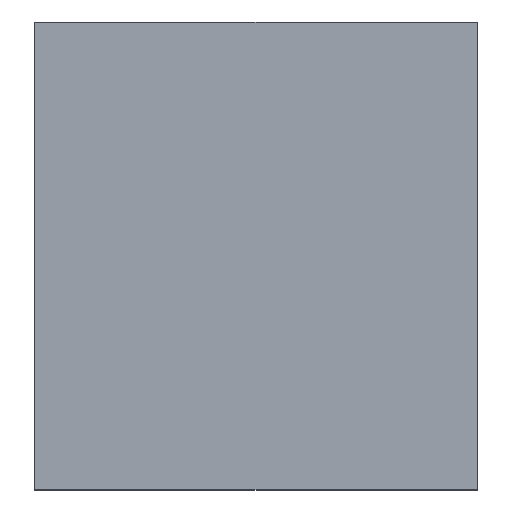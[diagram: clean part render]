
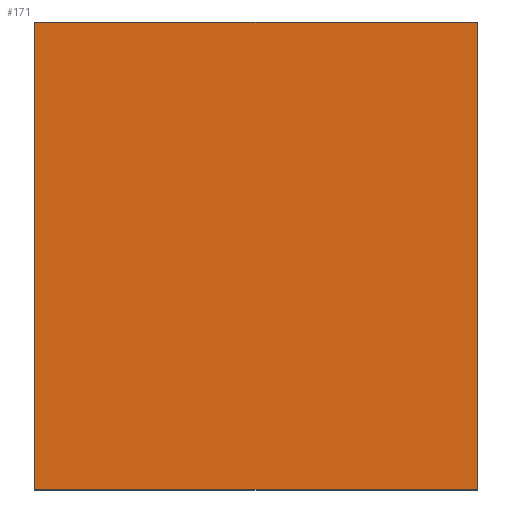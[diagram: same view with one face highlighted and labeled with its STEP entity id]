
A CAD part, top view. The second image highlights one B-rep face of the part: STEP entity #171.
In plain terms, the highlighted planar face has unit normal (0, 0, 1).
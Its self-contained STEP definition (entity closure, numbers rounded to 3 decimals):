
#56=DIRECTION('',(-1.,0.,0.));
#57=VECTOR('',#56,12.2);
#58=CARTESIAN_POINT('',(0.,-20.,8.738));
#59=LINE('',#58,#57);
#60=DIRECTION('',(0.,1.,0.));
#61=VECTOR('',#60,12.9);
#62=CARTESIAN_POINT('',(0.,-32.9,8.738));
#63=LINE('',#62,#61);
#64=DIRECTION('',(1.,0.,0.));
#65=VECTOR('',#64,12.2);
#66=CARTESIAN_POINT('',(-12.2,-32.9,8.738));
#67=LINE('',#66,#65);
#68=DIRECTION('',(0.,-1.,0.));
#69=VECTOR('',#68,12.9);
#70=CARTESIAN_POINT('',(-12.2,-20.,8.738));
#71=LINE('',#70,#69);
#80=CARTESIAN_POINT('',(0.,-20.,8.738));
#81=CARTESIAN_POINT('',(-12.2,-20.,8.738));
#82=VERTEX_POINT('',#80);
#83=VERTEX_POINT('',#81);
#84=CARTESIAN_POINT('',(-12.2,-32.9,8.738));
#85=VERTEX_POINT('',#84);
#86=CARTESIAN_POINT('',(0.,-32.9,8.738));
#87=VERTEX_POINT('',#86);
#160=CARTESIAN_POINT('',(35.241,-7.71,8.738));
#161=DIRECTION('',(0.,0.,1.));
#162=DIRECTION('',(0.,-1.,0.));
#163=AXIS2_PLACEMENT_3D('',#160,#161,#162);
#164=PLANE('',#163);
#165=ORIENTED_EDGE('',*,*,#112,.F.);
#166=ORIENTED_EDGE('',*,*,#127,.F.);
#167=ORIENTED_EDGE('',*,*,#141,.F.);
#168=ORIENTED_EDGE('',*,*,#154,.F.);
#169=EDGE_LOOP('',(#165,#166,#167,#168));
#170=FACE_OUTER_BOUND('',#169,.F.);
#171=ADVANCED_FACE('',(#170),#164,.T.);
#112=EDGE_CURVE('',#82,#83,#59,.T.);
#127=EDGE_CURVE('',#87,#82,#63,.T.);
#141=EDGE_CURVE('',#85,#87,#67,.T.);
#154=EDGE_CURVE('',#83,#85,#71,.T.);
